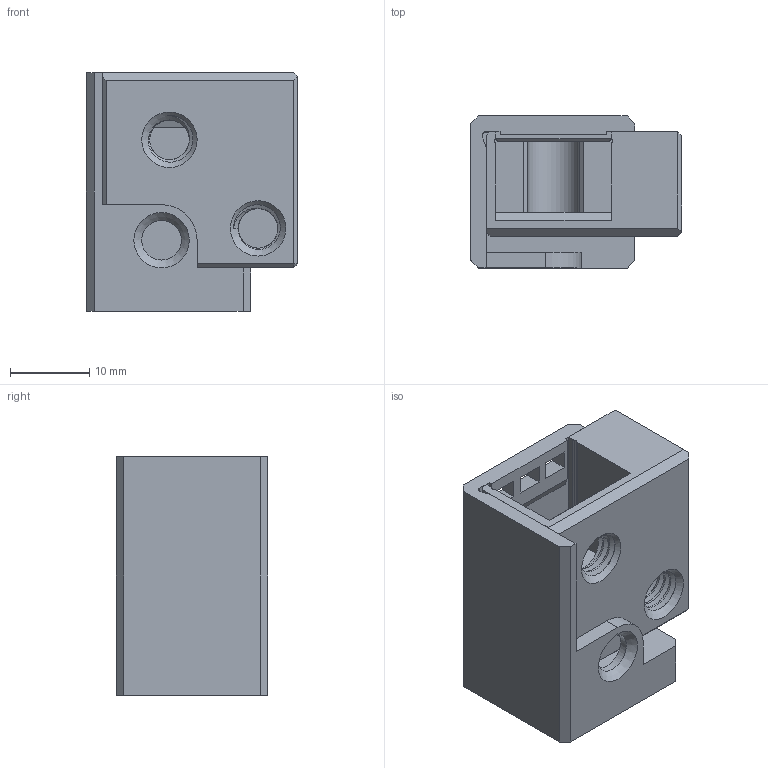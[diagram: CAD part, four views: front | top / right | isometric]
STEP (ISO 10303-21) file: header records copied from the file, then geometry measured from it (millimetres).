
FILE_DESCRIPTION(/* description */ (''),/* implementation_level */ '2;1');
FILE_NAME(/* name */ 'B_SampleMount_v01.stp',/* time_stamp */ '2022-12-04T07:58:54+01:00',/* author */ ('Timo Raab'),/* organization */ ('AG Schmidt-Mende Universität Konstanz'),/* preprocessor_version */ 'ST-DEVELOPER v19.2',/* originating_system */ 'Autodesk Inventor 2023',/* authorisation */ '');
FILE_SCHEMA (('AUTOMOTIVE_DESIGN { 1 0 10303 214 3 1 1 }'));
Length unit declared in the file: millimetre
Products named in the file (1): B_SampleMount_v01
Bounding box: 26.7 x 19.2 x 30.2 mm (x, y, z)
Volume: 9062.8 mm3; surface area: 6858.8 mm2
Topology: 2 solids, 2 shells, 158 faces, 433 edges, 285 vertices
Faces by surface type: plane 89, cylinder 45, bspline 20, cone 4
Full cylindrical faces by diameter (mm): 4.5 x1, 5 x7, 6.2 x5, 8 x1
Entity records: 7447 total; most frequent: CARTESIAN_POINT 3595, ORIENTED_EDGE 866, DIRECTION 650, EDGE_CURVE 433, VERTEX_POINT 285, LINE 284, VECTOR 284, AXIS2_PLACEMENT_3D 183
